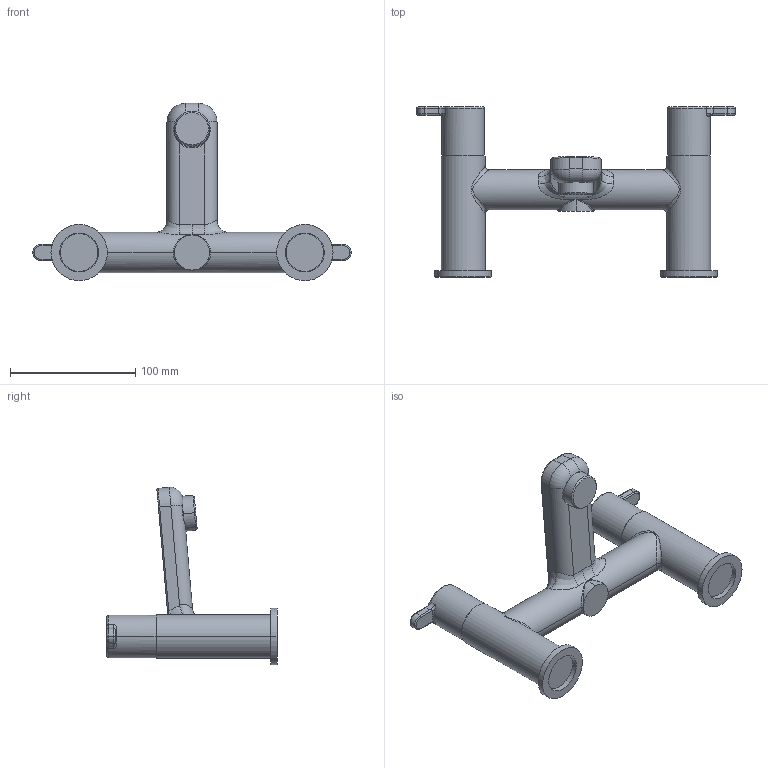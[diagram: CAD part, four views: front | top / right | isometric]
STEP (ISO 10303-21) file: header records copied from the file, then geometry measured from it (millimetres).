
FILE_DESCRIPTION(('CoCreate Modeling STEP Export'),'2;1');
FILE_NAME('92CR115CX.stp','2019-02-07T14:05:30',(''),(''),'CoCreate Modeling STEP processor for AP214 (Solid Model)','CoCreate Modeling 17.0 01-Apr-2010 (C) Parametric Technology GmbH','');
FILE_SCHEMA(('AUTOMOTIVE_DESIGN { 1 0 10303 214 1 1 1 1 }'));
Length unit declared in the file: millimetre
Products named in the file (2): 92-115
Assembly tree (1 placements, depth 2):
  92-115
    92-115
Bounding box: 254 x 135.6 x 141.53 mm (x, y, z)
Volume: 467698.6 mm3; surface area: 65072.5 mm2
Topology: 1 solids, 1 shells, 135 faces, 306 edges, 181 vertices
Faces by surface type: cylinder 56, plane 27, bspline 24, torus 24, cone 4
Entity records: 22943 total; most frequent: CARTESIAN_POINT 20356, ORIENTED_EDGE 608, DIRECTION 438, EDGE_CURVE 304, VERTEX_POINT 181, AXIS2_PLACEMENT_3D 179, EDGE_LOOP 145, FACE_OUTER_BOUND 135
